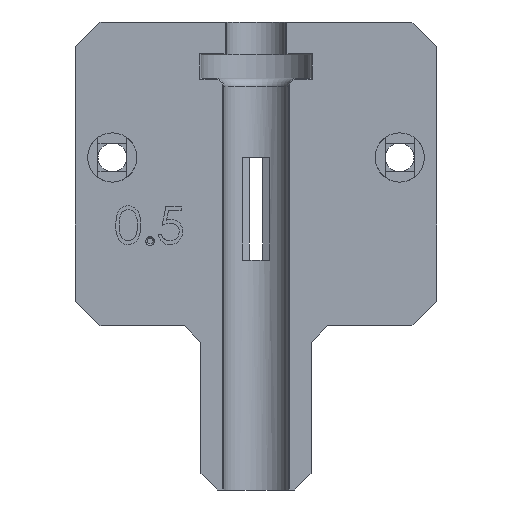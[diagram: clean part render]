
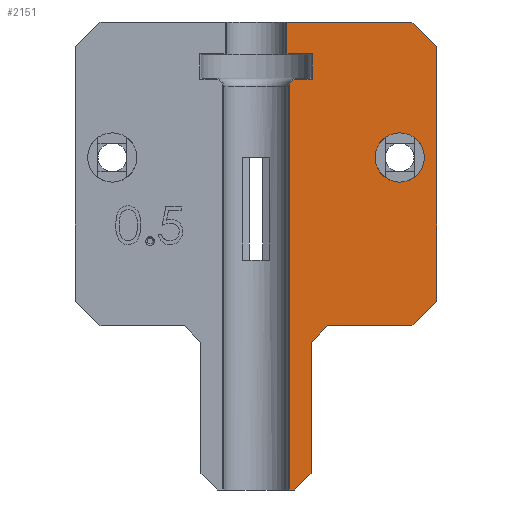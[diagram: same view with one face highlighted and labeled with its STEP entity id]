
A CAD part, front view. The second image highlights one B-rep face of the part: STEP entity #2151.
In plain terms, the highlighted planar face has unit normal (0, -1, 0).
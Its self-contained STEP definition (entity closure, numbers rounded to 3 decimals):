
#7 = DIRECTION ( 'NONE',  ( 1., 0., 0. ) ) ;
#55 = EDGE_CURVE ( 'NONE', #672, #4998, #1111, .T. ) ;
#60 = ORIENTED_EDGE ( 'NONE', *, *, #2482, .T. ) ;
#147 = DIRECTION ( 'NONE',  ( 1., 0., 0. ) ) ;
#194 = CARTESIAN_POINT ( 'NONE',  ( 6.7, -26.875, -6.502 ) ) ;
#280 = AXIS2_PLACEMENT_3D ( 'NONE', #3118, #8399, #5793 ) ;
#306 = LINE ( 'NONE', #2930, #3961 ) ;
#391 = CARTESIAN_POINT ( 'NONE',  ( 6.85, -26.875, 16.15 ) ) ;
#421 = DIRECTION ( 'NONE',  ( 0., 0., -1. ) ) ;
#442 = EDGE_CURVE ( 'NONE', #4597, #4853, #4251, .T. ) ;
#466 = DIRECTION ( 'NONE',  ( 0.707, 0., 0.707 ) ) ;
#476 = CARTESIAN_POINT ( 'NONE',  ( 17.5, -26.875, 6.5 ) ) ;
#528 = EDGE_CURVE ( 'NONE', #1359, #5072, #1667, .T. ) ;
#672 = VERTEX_POINT ( 'NONE', #4065 ) ;
#908 = EDGE_CURVE ( 'NONE', #3950, #4853, #5642, .T. ) ;
#981 = VECTOR ( 'NONE', #3607, 1000. ) ;
#999 = CIRCLE ( 'NONE', #4303, 0.85 ) ;
#1060 = EDGE_CURVE ( 'NONE', #1490, #2089, #6045, .T. ) ;
#1072 = LINE ( 'NONE', #3613, #3057 ) ;
#1111 = LINE ( 'NONE', #2407, #6401 ) ;
#1204 = DIRECTION ( 'NONE',  ( 0., 0., -1. ) ) ;
#1252 = CARTESIAN_POINT ( 'NONE',  ( 4.075, -26.875, -37. ) ) ;
#1359 = VERTEX_POINT ( 'NONE', #5152 ) ;
#1490 = VERTEX_POINT ( 'NONE', #6748 ) ;
#1519 = CARTESIAN_POINT ( 'NONE',  ( 4.7, -26.875, -37. ) ) ;
#1667 = LINE ( 'NONE', #194, #1773 ) ;
#1721 = CARTESIAN_POINT ( 'NONE',  ( 25.938, -26.875, 13.062 ) ) ;
#1734 = LINE ( 'NONE', #5657, #5304 ) ;
#1768 = VECTOR ( 'NONE', #8128, 1000. ) ;
#1773 = VECTOR ( 'NONE', #2818, 1000. ) ;
#1788 = VERTEX_POINT ( 'NONE', #6571 ) ;
#1825 = VECTOR ( 'NONE', #5643, 1000. ) ;
#1866 = CARTESIAN_POINT ( 'NONE',  ( 4.925, -26.875, 13. ) ) ;
#1916 = EDGE_CURVE ( 'NONE', #1359, #6149, #3489, .T. ) ;
#1928 = CARTESIAN_POINT ( 'NONE',  ( 17.5, -26.875, 3.5 ) ) ;
#1951 = EDGE_CURVE ( 'NONE', #6149, #1788, #306, .T. ) ;
#2005 = VERTEX_POINT ( 'NONE', #391 ) ;
#2089 = VERTEX_POINT ( 'NONE', #476 ) ;
#2151 = ADVANCED_FACE ( 'NONE', ( #8555, #6474 ), #3917, .T. ) ;
#2213 = EDGE_CURVE ( 'NONE', #3862, #5072, #1072, .T. ) ;
#2230 = EDGE_CURVE ( 'NONE', #2005, #3469, #8208, .T. ) ;
#2270 = ORIENTED_EDGE ( 'NONE', *, *, #1951, .T. ) ;
#2300 = ORIENTED_EDGE ( 'NONE', *, *, #5289, .T. ) ;
#2407 = CARTESIAN_POINT ( 'NONE',  ( 4.075, -26.875, -6.502 ) ) ;
#2482 = EDGE_CURVE ( 'NONE', #4998, #3862, #3884, .T. ) ;
#2580 = DIRECTION ( 'NONE',  ( 0., -1., 0. ) ) ;
#2712 = ORIENTED_EDGE ( 'NONE', *, *, #528, .F. ) ;
#2818 = DIRECTION ( 'NONE',  ( 0., 0., -1. ) ) ;
#2839 = CARTESIAN_POINT ( 'NONE',  ( 6.7, -26.875, -19. ) ) ;
#2863 = VECTOR ( 'NONE', #8288, 1000. ) ;
#2875 = LINE ( 'NONE', #4267, #3190 ) ;
#2930 = CARTESIAN_POINT ( 'NONE',  ( 6.375, -26.875, -17. ) ) ;
#3057 = VECTOR ( 'NONE', #466, 1000. ) ;
#3094 = CARTESIAN_POINT ( 'NONE',  ( 6.85, -26.875, -6.502 ) ) ;
#3118 = CARTESIAN_POINT ( 'NONE',  ( 17.5, -26.875, 3.5 ) ) ;
#3190 = VECTOR ( 'NONE', #5513, 1000. ) ;
#3279 = VECTOR ( 'NONE', #147, 1000. ) ;
#3312 = DIRECTION ( 'NONE',  ( 0., 0., -1. ) ) ;
#3330 = CARTESIAN_POINT ( 'NONE',  ( 3.775, -26.875, 16.15 ) ) ;
#3427 = ORIENTED_EDGE ( 'NONE', *, *, #7359, .T. ) ;
#3453 = EDGE_LOOP ( 'NONE', ( #8072, #7581, #60, #3880, #2712, #7375, #2270, #8408, #5292, #7157, #3541, #7363, #2300, #6387, #3427 ) ) ;
#3469 = VERTEX_POINT ( 'NONE', #3898 ) ;
#3489 = LINE ( 'NONE', #2839, #1768 ) ;
#3537 = CARTESIAN_POINT ( 'NONE',  ( 22., -26.875, 17. ) ) ;
#3541 = ORIENTED_EDGE ( 'NONE', *, *, #442, .F. ) ;
#3607 = DIRECTION ( 'NONE',  ( 0., 0., -1. ) ) ;
#3613 = CARTESIAN_POINT ( 'NONE',  ( 20.787, -26.875, -20.914 ) ) ;
#3775 = DIRECTION ( 'NONE',  ( 0., 0., -1. ) ) ;
#3862 = VERTEX_POINT ( 'NONE', #1519 ) ;
#3880 = ORIENTED_EDGE ( 'NONE', *, *, #2213, .T. ) ;
#3884 = LINE ( 'NONE', #5874, #7481 ) ;
#3898 = CARTESIAN_POINT ( 'NONE',  ( 6.85, -26.875, 13. ) ) ;
#3917 = PLANE ( 'NONE',  #4854 ) ;
#3950 = VERTEX_POINT ( 'NONE', #3537 ) ;
#3961 = VECTOR ( 'NONE', #5569, 1000. ) ;
#4065 = CARTESIAN_POINT ( 'NONE',  ( 4.075, -26.875, 12.15 ) ) ;
#4218 = LINE ( 'NONE', #4258, #981 ) ;
#4251 = LINE ( 'NONE', #6245, #3279 ) ;
#4258 = CARTESIAN_POINT ( 'NONE',  ( 22., -26.875, -6.502 ) ) ;
#4267 = CARTESIAN_POINT ( 'NONE',  ( 17.936, -26.875, -18.064 ) ) ;
#4303 = AXIS2_PLACEMENT_3D ( 'NONE', #7159, #8376, #4437 ) ;
#4437 = DIRECTION ( 'NONE',  ( 0., 0., -1. ) ) ;
#4453 = LINE ( 'NONE', #4494, #7330 ) ;
#4494 = CARTESIAN_POINT ( 'NONE',  ( 6.375, -26.875, 13. ) ) ;
#4597 = VERTEX_POINT ( 'NONE', #8191 ) ;
#4684 = EDGE_CURVE ( 'NONE', #2089, #1490, #5787, .T. ) ;
#4833 = CARTESIAN_POINT ( 'NONE',  ( 6.7, -26.875, 16.15 ) ) ;
#4853 = VERTEX_POINT ( 'NONE', #7570 ) ;
#4854 = AXIS2_PLACEMENT_3D ( 'NONE', #5821, #2580, #3312 ) ;
#4998 = VERTEX_POINT ( 'NONE', #1252 ) ;
#5031 = VECTOR ( 'NONE', #5565, 1000. ) ;
#5040 = DIRECTION ( 'NONE',  ( 0., 1., 0. ) ) ;
#5072 = VERTEX_POINT ( 'NONE', #6520 ) ;
#5152 = CARTESIAN_POINT ( 'NONE',  ( 6.7, -26.875, -19. ) ) ;
#5289 = EDGE_CURVE ( 'NONE', #7196, #2005, #6172, .T. ) ;
#5292 = ORIENTED_EDGE ( 'NONE', *, *, #7142, .F. ) ;
#5304 = VECTOR ( 'NONE', #1204, 1000. ) ;
#5486 = EDGE_LOOP ( 'NONE', ( #7076, #7419 ) ) ;
#5513 = DIRECTION ( 'NONE',  ( 0.707, 0., 0.707 ) ) ;
#5565 = DIRECTION ( 'NONE',  ( 1., 0., 0. ) ) ;
#5569 = DIRECTION ( 'NONE',  ( 1., 0., 0. ) ) ;
#5572 = CARTESIAN_POINT ( 'NONE',  ( 22., -26.875, -14. ) ) ;
#5642 = LINE ( 'NONE', #1721, #2863 ) ;
#5643 = DIRECTION ( 'NONE',  ( 0., 0., -1. ) ) ;
#5655 = EDGE_CURVE ( 'NONE', #4597, #7196, #1734, .T. ) ;
#5657 = CARTESIAN_POINT ( 'NONE',  ( 3.775, -26.875, -6.502 ) ) ;
#5787 = CIRCLE ( 'NONE', #280, 3. ) ;
#5793 = DIRECTION ( 'NONE',  ( 0., 0., -1. ) ) ;
#5821 = CARTESIAN_POINT ( 'NONE',  ( 6.375, -26.875, -6.502 ) ) ;
#5874 = CARTESIAN_POINT ( 'NONE',  ( 6.375, -26.875, -37. ) ) ;
#6045 = CIRCLE ( 'NONE', #8259, 3. ) ;
#6149 = VERTEX_POINT ( 'NONE', #8451 ) ;
#6172 = LINE ( 'NONE', #4833, #5031 ) ;
#6245 = CARTESIAN_POINT ( 'NONE',  ( -22.5, -26.875, 20. ) ) ;
#6387 = ORIENTED_EDGE ( 'NONE', *, *, #2230, .T. ) ;
#6401 = VECTOR ( 'NONE', #421, 1000. ) ;
#6474 = FACE_BOUND ( 'NONE', #5486, .T. ) ;
#6520 = CARTESIAN_POINT ( 'NONE',  ( 6.7, -26.875, -35. ) ) ;
#6571 = CARTESIAN_POINT ( 'NONE',  ( 19., -26.875, -17. ) ) ;
#6748 = CARTESIAN_POINT ( 'NONE',  ( 17.5, -26.875, 0.5 ) ) ;
#7076 = ORIENTED_EDGE ( 'NONE', *, *, #4684, .T. ) ;
#7142 = EDGE_CURVE ( 'NONE', #3950, #8270, #4218, .T. ) ;
#7157 = ORIENTED_EDGE ( 'NONE', *, *, #908, .T. ) ;
#7159 = CARTESIAN_POINT ( 'NONE',  ( 4.925, -26.875, 12.15 ) ) ;
#7196 = VERTEX_POINT ( 'NONE', #3330 ) ;
#7330 = VECTOR ( 'NONE', #8347, 1000. ) ;
#7359 = EDGE_CURVE ( 'NONE', #3469, #7376, #4453, .T. ) ;
#7363 = ORIENTED_EDGE ( 'NONE', *, *, #5655, .T. ) ;
#7375 = ORIENTED_EDGE ( 'NONE', *, *, #1916, .T. ) ;
#7376 = VERTEX_POINT ( 'NONE', #1866 ) ;
#7419 = ORIENTED_EDGE ( 'NONE', *, *, #1060, .T. ) ;
#7481 = VECTOR ( 'NONE', #7, 1000. ) ;
#7570 = CARTESIAN_POINT ( 'NONE',  ( 19., -26.875, 20. ) ) ;
#7581 = ORIENTED_EDGE ( 'NONE', *, *, #55, .T. ) ;
#8072 = ORIENTED_EDGE ( 'NONE', *, *, #8547, .T. ) ;
#8128 = DIRECTION ( 'NONE',  ( 0.707, 0., 0.707 ) ) ;
#8191 = CARTESIAN_POINT ( 'NONE',  ( 3.775, -26.875, 20. ) ) ;
#8208 = LINE ( 'NONE', #3094, #1825 ) ;
#8259 = AXIS2_PLACEMENT_3D ( 'NONE', #1928, #5040, #3775 ) ;
#8270 = VERTEX_POINT ( 'NONE', #5572 ) ;
#8288 = DIRECTION ( 'NONE',  ( -0.707, 0., 0.707 ) ) ;
#8347 = DIRECTION ( 'NONE',  ( -1., 0., 0. ) ) ;
#8376 = DIRECTION ( 'NONE',  ( 0., -1., 0. ) ) ;
#8399 = DIRECTION ( 'NONE',  ( 0., 1., 0. ) ) ;
#8408 = ORIENTED_EDGE ( 'NONE', *, *, #8472, .T. ) ;
#8451 = CARTESIAN_POINT ( 'NONE',  ( 8.7, -26.875, -17. ) ) ;
#8472 = EDGE_CURVE ( 'NONE', #1788, #8270, #2875, .T. ) ;
#8547 = EDGE_CURVE ( 'NONE', #7376, #672, #999, .T. ) ;
#8555 = FACE_OUTER_BOUND ( 'NONE', #3453, .T. ) ;
